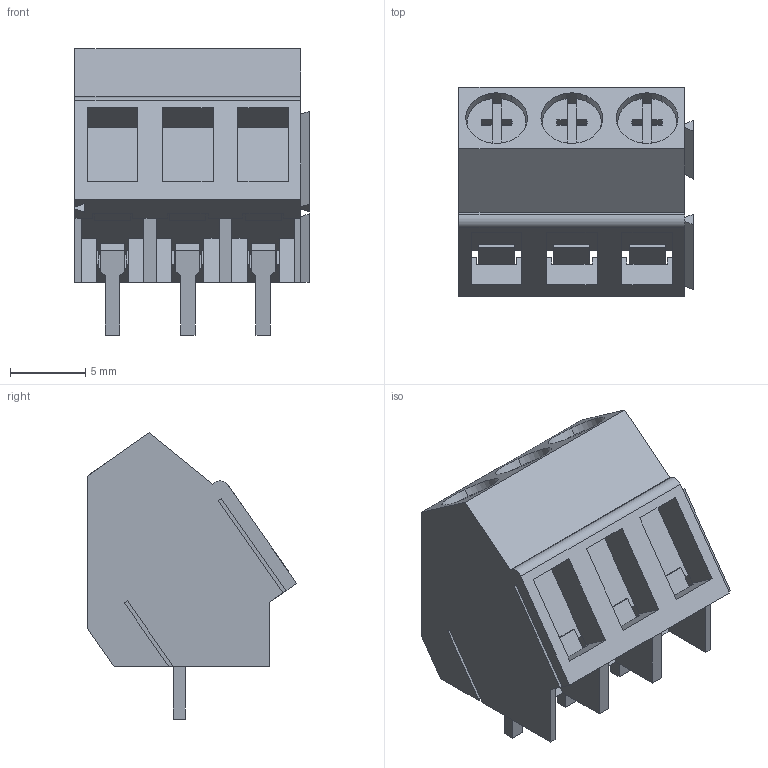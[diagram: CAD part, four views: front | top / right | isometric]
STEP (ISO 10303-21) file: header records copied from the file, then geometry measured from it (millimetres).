
FILE_DESCRIPTION(('CATIA V5 STEP Exchange','CAx-IF Rec.Pracs.--- Model Styling and Organization---1.2---2011-12-15'),'2;1');
FILE_NAME ('D1454797_0_1715360000_1715360000.stp','2018-03-31T06:57:53+00:00',('none'),('Weidmueller'),'CATIA Version 5-6 Release 2014','CATIA V5 STEP AP214','none');
FILE_SCHEMA(('AUTOMOTIVE_DESIGN { 1 0 10303 214 1 1 1 1 }'));
Length unit declared in the file: millimetre
Products named in the file (1): 1715360000
Bounding box: 15.55 x 13.9 x 19 mm (x, y, z)
Volume: 1734.9 mm3; surface area: 2124.4 mm2
Topology: 7 solids, 7 shells, 256 faces, 705 edges, 466 vertices
Faces by surface type: plane 237, cylinder 19
Entity records: 7838 total; most frequent: ORIENTED_EDGE 1410, CARTESIAN_POINT 1386, DIRECTION 1077, EDGE_CURVE 705, VECTOR 655, LINE 655, VERTEX_POINT 466, EDGE_LOOP 265
